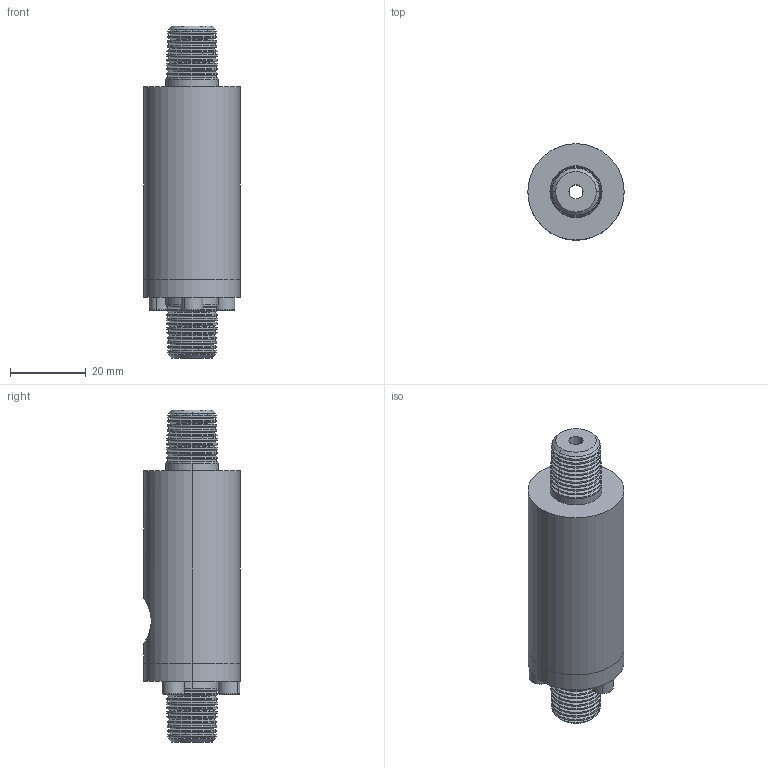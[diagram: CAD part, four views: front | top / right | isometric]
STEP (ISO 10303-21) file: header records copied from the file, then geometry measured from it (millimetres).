
FILE_DESCRIPTION (( 'STEP AP214' ), '1' );
FILE_NAME ('TD110HSS.STEP', '2010-01-25T20:51:58', ( 'Valued Customer' ), ( 'Air-Vac Engineering' ), 'SwSTEP 2.0', 'SolidWorks 2008', '' );
FILE_SCHEMA (( 'AUTOMOTIVE_DESIGN' ));
Length unit declared in the file: inch
Products named in the file (4): TD110SSB_WEB; TD110HSSG_WEB; SOCKET HEAD CAP SCREW_#6-32 x .375 SS; TD110HSS
Assembly tree (5 placements, depth 2):
  TD110HSS
    SOCKET HEAD CAP SCREW_#6-32 x .375 SS  x3
    TD110SSB_WEB
    TD110HSSG_WEB
Bounding box: 25.4 x 25.4 x 87.55 mm (x, y, z)
Volume: 30717.3 mm3; surface area: 11700.8 mm2
Topology: 5 solids, 5 shells, 243 faces, 509 edges, 283 vertices
Faces by surface type: cone 158, cylinder 44, plane 39, bspline 2
Entity records: 6053 total; most frequent: CARTESIAN_POINT 1315, DIRECTION 1056, ORIENTED_EDGE 854, EDGE_CURVE 427, AXIS2_PLACEMENT_3D 426, VERTEX_POINT 235, EDGE_LOOP 228, CIRCLE 213
